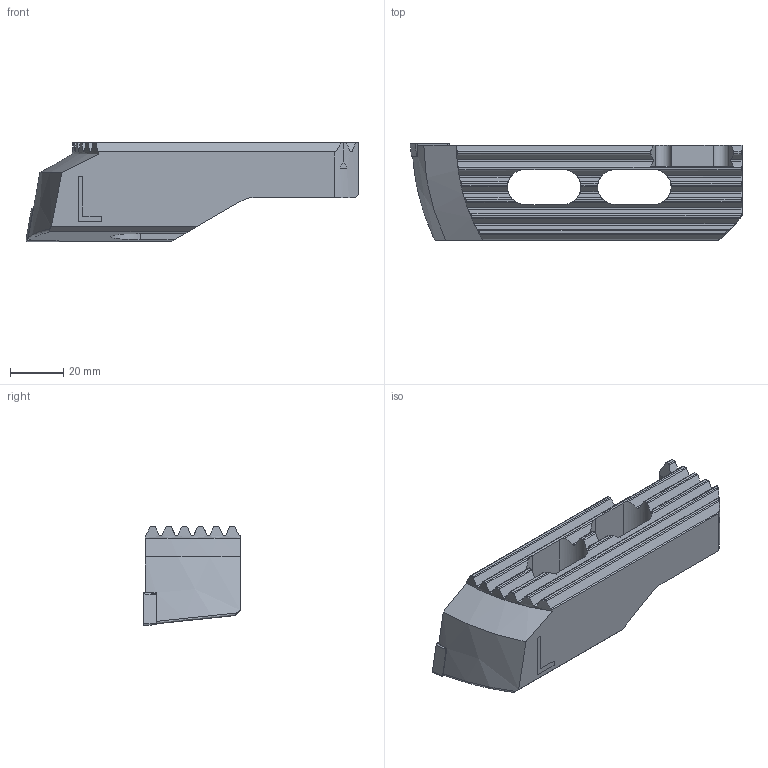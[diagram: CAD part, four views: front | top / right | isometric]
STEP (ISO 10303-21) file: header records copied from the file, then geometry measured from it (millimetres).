
FILE_DESCRIPTION(('no description'),'unknown implementation level');
FILE_NAME('22606F5A-0F49-4BFF-A7D5-8BF4D7D51C35_export.stp',' ',('CIMSOURCE GmbH'),('CADClick - KiM GmbH - www.kimweb.de'),'unknown preprocess','ACIS','unknown authorization');
FILE_SCHEMA(('automotive_design'));
Length unit declared in the file: millimetre
Products named in the file (3): 639.486 Kaiser 175-203 SW148 CC12 L|694.150 Kaiser ETL M5 X 13,3 T20 IP 10S;Kreismuster1; 639.486 Kaiser 175-203 SW148 CC12 L|639.486 Kaiser 175-203 SW148 CC12 L;RSS-Marke; 639.486 Kaiser 175-203 SW148 CC12 L|654.991 Kaiser CCMT 120408 K20C;Kombinieren1
Bounding box: 125 x 36.36 x 37.6 mm (x, y, z)
Volume: 83958.8 mm3; surface area: 22063.2 mm2
Topology: 3 solids, 3 shells, 225 faces, 620 edges, 402 vertices
Faces by surface type: plane 102, cylinder 83, cone 30, torus 9, bspline 1
Entity records: 15053 total; most frequent: CARTESIAN_POINT 2297, STYLED_ITEM 1248, PRESENTATION_STYLE_ASSIGNMENT 1248, COLOUR_RGB 1248, ORIENTED_EDGE 1236, DIRECTION 1233, EDGE_CURVE 618, CURVE_STYLE 618
